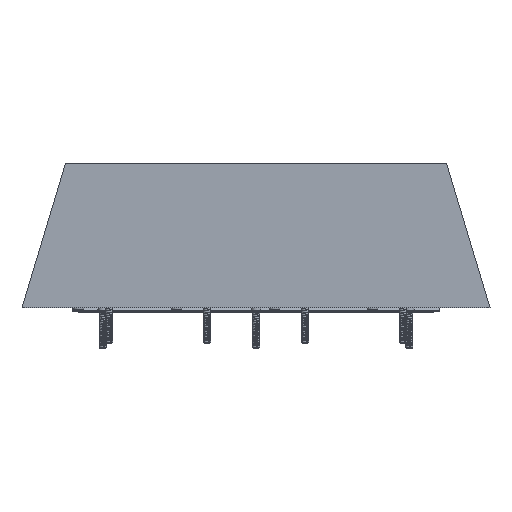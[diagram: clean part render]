
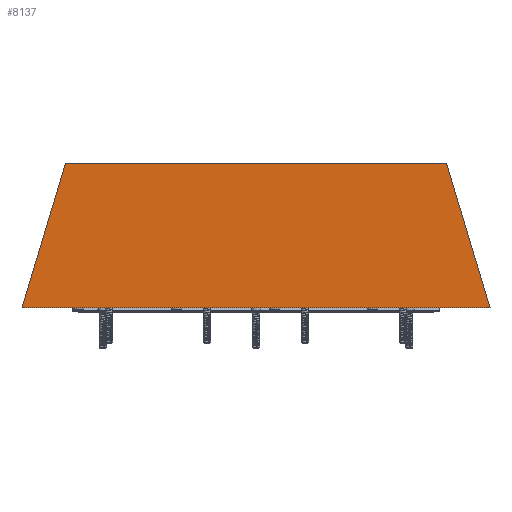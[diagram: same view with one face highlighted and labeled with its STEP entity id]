
A CAD part, front view. The second image highlights one B-rep face of the part: STEP entity #8137.
In plain terms, the highlighted planar face has unit normal (0, -1, 0).
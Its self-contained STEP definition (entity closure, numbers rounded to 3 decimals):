
#476 = FACE_OUTER_BOUND ( 'NONE', #5906, .T. ) ;
#637 = CARTESIAN_POINT ( 'NONE',  ( -51.833, -221., 141.4 ) ) ;
#1607 = CARTESIAN_POINT ( 'NONE',  ( -155.5, -221., 141.4 ) ) ;
#1885 = ORIENTED_EDGE ( 'NONE', *, *, #66076, .F. ) ;
#5906 = EDGE_LOOP ( 'NONE', ( #71962, #26293, #59121, #1885 ) ) ;
#7751 = CARTESIAN_POINT ( 'NONE',  ( 0., -221., 23.4 ) ) ;
#8137 = ADVANCED_FACE ( 'NONE', ( #476 ), #88760, .T. ) ;
#22845 = DIRECTION ( 'NONE',  ( 0.288, 0., -0.958 ) ) ;
#23895 = VECTOR ( 'NONE', #58051, 1000. ) ;
#24428 = CARTESIAN_POINT ( 'NONE',  ( 191., -221., 23.4 ) ) ;
#24568 = CARTESIAN_POINT ( 'NONE',  ( 191., -221., 23.4 ) ) ;
#26293 = ORIENTED_EDGE ( 'NONE', *, *, #58134, .T. ) ;
#29323 = CARTESIAN_POINT ( 'NONE',  ( 155.5, -221., 141.4 ) ) ;
#32670 = CARTESIAN_POINT ( 'NONE',  ( 155.5, -221., 141.4 ) ) ;
#33573 = EDGE_CURVE ( 'NONE', #83344, #38615, #59774, .T. ) ;
#34028 = AXIS2_PLACEMENT_3D ( 'NONE', #7751, #45663, #76140 ) ;
#35087 = EDGE_CURVE ( 'NONE', #86451, #44748, #39684, .T. ) ;
#38615 = VERTEX_POINT ( 'NONE', #24568 ) ;
#39684 = LINE ( 'NONE', #69260, #23895 ) ;
#41558 = CARTESIAN_POINT ( 'NONE',  ( -191., -221., 23.4 ) ) ;
#44624 = CARTESIAN_POINT ( 'NONE',  ( -191., -221., 23.4 ) ) ;
#44722 = CARTESIAN_POINT ( 'NONE',  ( 155.5, -221., 141.4 ) ) ;
#44748 = VERTEX_POINT ( 'NONE', #41558 ) ;
#44863 = CARTESIAN_POINT ( 'NONE',  ( 51.833, -221., 141.4 ) ) ;
#45663 = DIRECTION ( 'NONE',  ( 0., -1., 0. ) ) ;
#46139 = B_SPLINE_CURVE_WITH_KNOTS ( 'NONE', 3,
 ( #29323, #44863, #637, #1607 ),
 .UNSPECIFIED., .F., .F.,
 ( 4, 4 ),
 ( 0., 1. ),
 .UNSPECIFIED. ) ;
#54063 = CARTESIAN_POINT ( 'NONE',  ( 63.667, -221., 23.4 ) ) ;
#55211 = CARTESIAN_POINT ( 'NONE',  ( -155.5, -221., 141.4 ) ) ;
#58051 = DIRECTION ( 'NONE',  ( -0.288, 0., -0.958 ) ) ;
#58134 = EDGE_CURVE ( 'NONE', #83344, #86451, #46139, .T. ) ;
#59121 = ORIENTED_EDGE ( 'NONE', *, *, #35087, .T. ) ;
#59774 = LINE ( 'NONE', #44722, #67992 ) ;
#66076 = EDGE_CURVE ( 'NONE', #38615, #44748, #66819, .T. ) ;
#66819 = B_SPLINE_CURVE_WITH_KNOTS ( 'NONE', 3,
 ( #24428, #54063, #69085, #44624 ),
 .UNSPECIFIED., .F., .F.,
 ( 4, 4 ),
 ( 0., 1. ),
 .UNSPECIFIED. ) ;
#67992 = VECTOR ( 'NONE', #22845, 1000. ) ;
#69085 = CARTESIAN_POINT ( 'NONE',  ( -63.667, -221., 23.4 ) ) ;
#69260 = CARTESIAN_POINT ( 'NONE',  ( -155.5, -221., 141.4 ) ) ;
#71962 = ORIENTED_EDGE ( 'NONE', *, *, #33573, .F. ) ;
#76140 = DIRECTION ( 'NONE',  ( 0., 0., 1. ) ) ;
#83344 = VERTEX_POINT ( 'NONE', #32670 ) ;
#86451 = VERTEX_POINT ( 'NONE', #55211 ) ;
#88760 = PLANE ( 'NONE',  #34028 ) ;
